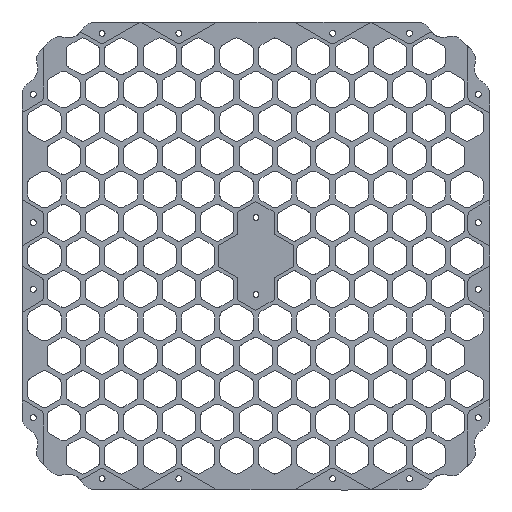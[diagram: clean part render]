
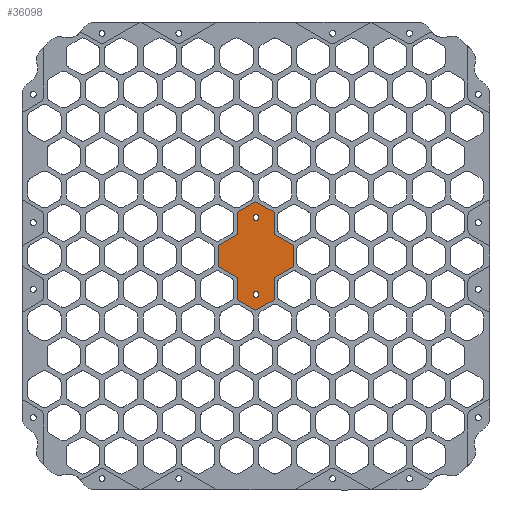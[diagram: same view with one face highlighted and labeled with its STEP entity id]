
A CAD part, front view. The second image highlights one B-rep face of the part: STEP entity #36098.
In plain terms, the highlighted planar face has unit normal (0, -1, 0).
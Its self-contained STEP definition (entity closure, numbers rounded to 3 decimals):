
#15=FACE_BOUND('',#3165,.T.);
#16=FACE_BOUND('',#3166,.T.);
#350=PLANE('',#38015);
#1297=FACE_OUTER_BOUND('',#3164,.T.);
#3164=EDGE_LOOP('',(#24072,#24073,#24074,#24075,#24076,#24077,#24078,#24079,
#24080,#24081,#24082,#24083,#24084,#24085));
#3165=EDGE_LOOP('',(#24086));
#3166=EDGE_LOOP('',(#24087));
#5340=LINE('',#53018,#9052);
#5343=LINE('',#53024,#9055);
#5346=LINE('',#53030,#9058);
#5349=LINE('',#53036,#9061);
#5352=LINE('',#53042,#9064);
#5355=LINE('',#53048,#9067);
#5358=LINE('',#53054,#9070);
#5361=LINE('',#53060,#9073);
#5365=LINE('',#53067,#9077);
#5368=LINE('',#53073,#9080);
#5371=LINE('',#53079,#9083);
#5374=LINE('',#53085,#9086);
#5377=LINE('',#53091,#9089);
#5379=LINE('',#53094,#9091);
#9052=VECTOR('',#41826,10.);
#9055=VECTOR('',#41831,10.);
#9058=VECTOR('',#41836,10.);
#9061=VECTOR('',#41841,10.);
#9064=VECTOR('',#41846,10.);
#9067=VECTOR('',#41851,10.);
#9070=VECTOR('',#41856,10.);
#9073=VECTOR('',#41861,10.);
#9077=VECTOR('',#41867,10.);
#9080=VECTOR('',#41872,10.);
#9083=VECTOR('',#41877,10.);
#9086=VECTOR('',#41882,10.);
#9089=VECTOR('',#41887,10.);
#9091=VECTOR('',#41891,10.);
#12776=CIRCLE('',#37996,1.7);
#12778=CIRCLE('',#37999,1.7);
#14656=VERTEX_POINT('',#53000);
#14658=VERTEX_POINT('',#53006);
#14662=VERTEX_POINT('',#53015);
#14663=VERTEX_POINT('',#53017);
#14665=VERTEX_POINT('',#53023);
#14667=VERTEX_POINT('',#53029);
#14669=VERTEX_POINT('',#53035);
#14671=VERTEX_POINT('',#53041);
#14673=VERTEX_POINT('',#53047);
#14675=VERTEX_POINT('',#53053);
#14677=VERTEX_POINT('',#53059);
#14679=VERTEX_POINT('',#53065);
#14681=VERTEX_POINT('',#53071);
#14683=VERTEX_POINT('',#53077);
#14685=VERTEX_POINT('',#53083);
#14687=VERTEX_POINT('',#53089);
#18400=EDGE_CURVE('',#14656,#14656,#12776,.T.);
#18403=EDGE_CURVE('',#14658,#14658,#12778,.T.);
#18408=EDGE_CURVE('',#14662,#14663,#5340,.F.);
#18411=EDGE_CURVE('',#14663,#14665,#5343,.F.);
#18414=EDGE_CURVE('',#14665,#14667,#5346,.F.);
#18417=EDGE_CURVE('',#14667,#14669,#5349,.F.);
#18420=EDGE_CURVE('',#14669,#14671,#5352,.F.);
#18423=EDGE_CURVE('',#14671,#14673,#5355,.F.);
#18426=EDGE_CURVE('',#14673,#14675,#5358,.F.);
#18429=EDGE_CURVE('',#14675,#14677,#5361,.F.);
#18433=EDGE_CURVE('',#14679,#14662,#5365,.F.);
#18436=EDGE_CURVE('',#14681,#14679,#5368,.F.);
#18439=EDGE_CURVE('',#14683,#14681,#5371,.F.);
#18442=EDGE_CURVE('',#14685,#14683,#5374,.F.);
#18445=EDGE_CURVE('',#14687,#14685,#5377,.F.);
#18447=EDGE_CURVE('',#14677,#14687,#5379,.F.);
#24072=ORIENTED_EDGE('',*,*,#18411,.F.);
#24073=ORIENTED_EDGE('',*,*,#18408,.F.);
#24074=ORIENTED_EDGE('',*,*,#18433,.F.);
#24075=ORIENTED_EDGE('',*,*,#18436,.F.);
#24076=ORIENTED_EDGE('',*,*,#18439,.F.);
#24077=ORIENTED_EDGE('',*,*,#18442,.F.);
#24078=ORIENTED_EDGE('',*,*,#18445,.F.);
#24079=ORIENTED_EDGE('',*,*,#18447,.F.);
#24080=ORIENTED_EDGE('',*,*,#18429,.F.);
#24081=ORIENTED_EDGE('',*,*,#18426,.F.);
#24082=ORIENTED_EDGE('',*,*,#18423,.F.);
#24083=ORIENTED_EDGE('',*,*,#18420,.F.);
#24084=ORIENTED_EDGE('',*,*,#18417,.F.);
#24085=ORIENTED_EDGE('',*,*,#18414,.F.);
#24086=ORIENTED_EDGE('',*,*,#18400,.F.);
#24087=ORIENTED_EDGE('',*,*,#18403,.T.);
#36098=ADVANCED_FACE('',(#1297,#15,#16),#350,.T.);
#37996=AXIS2_PLACEMENT_3D('',#53001,#41810,#41811);
#37999=AXIS2_PLACEMENT_3D('',#53007,#41817,#41818);
#38015=AXIS2_PLACEMENT_3D('',#53095,#41892,#41893);
#41810=DIRECTION('center_axis',(0.,-1.,0.));
#41811=DIRECTION('ref_axis',(-1.,0.,0.));
#41817=DIRECTION('center_axis',(0.,1.,0.));
#41818=DIRECTION('ref_axis',(-1.,0.,0.));
#41826=DIRECTION('',(0.866,0.,0.5));
#41831=DIRECTION('',(0.,0.,1.));
#41836=DIRECTION('',(0.866,0.,0.5));
#41841=DIRECTION('',(0.866,0.,-0.5));
#41846=DIRECTION('',(0.,0.,-1.));
#41851=DIRECTION('',(0.866,0.,-0.5));
#41856=DIRECTION('',(0.,0.,-1.));
#41861=DIRECTION('',(-0.866,0.,-0.5));
#41867=DIRECTION('',(0.,0.,1.));
#41872=DIRECTION('',(-0.866,0.,0.5));
#41877=DIRECTION('',(0.,0.,1.));
#41882=DIRECTION('',(-0.866,0.,0.5));
#41887=DIRECTION('',(-0.866,0.,-0.5));
#41891=DIRECTION('',(0.,0.,-1.));
#41892=DIRECTION('center_axis',(0.,-1.,0.));
#41893=DIRECTION('ref_axis',(0.,0.,-1.));
#53000=CARTESIAN_POINT('',(1.85,2.,63.));
#53001=CARTESIAN_POINT('Origin',(0.15,2.,63.));
#53006=CARTESIAN_POINT('',(1.85,2.,107.));
#53007=CARTESIAN_POINT('Origin',(0.15,2.,107.));
#53015=CARTESIAN_POINT('',(21.553,2.,78.923));
#53017=CARTESIAN_POINT('',(10.527,2.,72.557));
#53018=CARTESIAN_POINT('',(14.786,2.,75.016));
#53023=CARTESIAN_POINT('',(10.527,2.,59.824));
#53024=CARTESIAN_POINT('',(10.527,2.,78.778));
#53029=CARTESIAN_POINT('',(0.,2.,53.746));
#53030=CARTESIAN_POINT('',(12.03,2.,60.692));
#53035=CARTESIAN_POINT('',(-10.527,2.,59.824));
#53036=CARTESIAN_POINT('',(-6.767,2.,57.653));
#53041=CARTESIAN_POINT('',(-10.527,2.,72.557));
#53042=CARTESIAN_POINT('',(-10.527,2.,72.412));
#53047=CARTESIAN_POINT('',(-21.553,2.,78.923));
#53048=CARTESIAN_POINT('',(-9.273,2.,71.833));
#53053=CARTESIAN_POINT('',(-21.553,2.,91.078));
#53054=CARTESIAN_POINT('',(-21.553,2.,81.962));
#53059=CARTESIAN_POINT('',(-10.527,2.,97.444));
#53060=CARTESIAN_POINT('',(-14.787,2.,94.985));
#53065=CARTESIAN_POINT('',(21.553,2.,91.078));
#53067=CARTESIAN_POINT('',(21.553,2.,88.039));
#53071=CARTESIAN_POINT('',(10.527,2.,97.444));
#53073=CARTESIAN_POINT('',(9.273,2.,98.168));
#53077=CARTESIAN_POINT('',(10.527,2.,110.176));
#53079=CARTESIAN_POINT('',(10.527,2.,97.588));
#53083=CARTESIAN_POINT('',(0.,2.,116.254));
#53085=CARTESIAN_POINT('',(6.766,2.,112.347));
#53089=CARTESIAN_POINT('',(-10.527,2.,110.176));
#53091=CARTESIAN_POINT('',(-12.03,2.,109.308));
#53094=CARTESIAN_POINT('',(-10.527,2.,91.222));
#53095=CARTESIAN_POINT('Origin',(0.,2.,85.));
